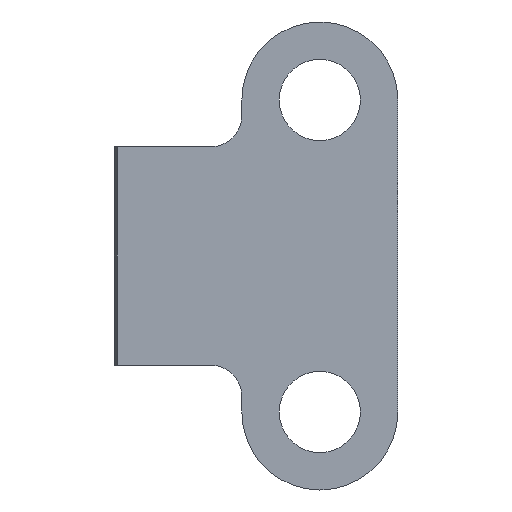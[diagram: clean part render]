
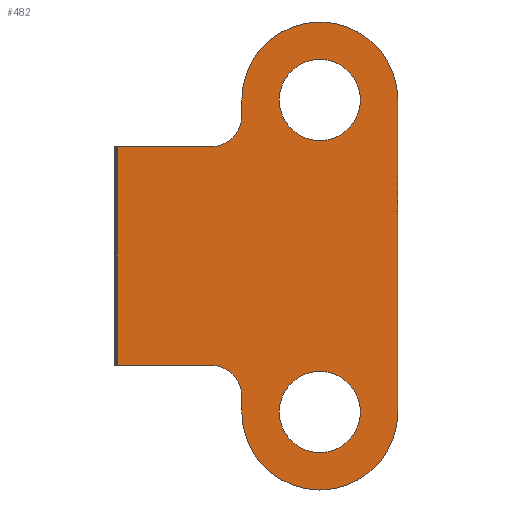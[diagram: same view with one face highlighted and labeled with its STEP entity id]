
A CAD part, left-side view. The second image highlights one B-rep face of the part: STEP entity #482.
In plain terms, the highlighted planar face has unit normal (-1, 0, 0).
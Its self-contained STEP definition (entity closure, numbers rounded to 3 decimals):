
#2=DIRECTION('',(0.,0.,1.));
#3=VECTOR('',#2,10.);
#4=CARTESIAN_POINT('',(0.,0.,-5.));
#5=LINE('',#4,#3);
#22=CARTESIAN_POINT('',(0.,2.5,-5.));
#23=DIRECTION('',(1.,0.,0.));
#24=DIRECTION('',(0.,0.,-1.));
#25=AXIS2_PLACEMENT_3D('',#22,#23,#24);
#27=CARTESIAN_POINT('',(0.,2.5,-5.));
#28=DIRECTION('',(1.,0.,0.));
#29=DIRECTION('',(0.,0.,1.));
#30=AXIS2_PLACEMENT_3D('',#27,#28,#29);
#32=CARTESIAN_POINT('',(0.,2.5,5.));
#33=DIRECTION('',(1.,0.,0.));
#34=DIRECTION('',(0.,0.,-1.));
#35=AXIS2_PLACEMENT_3D('',#32,#33,#34);
#37=CARTESIAN_POINT('',(0.,2.5,5.));
#38=DIRECTION('',(1.,0.,0.));
#39=DIRECTION('',(0.,0.,1.));
#40=AXIS2_PLACEMENT_3D('',#37,#38,#39);
#42=CARTESIAN_POINT('',(0.,2.5,-5.));
#43=DIRECTION('',(-1.,0.,0.));
#44=DIRECTION('',(0.,1.,0.));
#45=AXIS2_PLACEMENT_3D('',#42,#43,#44);
#47=DIRECTION('',(0.,0.,1.));
#48=VECTOR('',#47,0.5);
#49=CARTESIAN_POINT('',(0.,5.,-5.));
#50=LINE('',#49,#48);
#51=DIRECTION('',(0.,-1.,0.));
#52=VECTOR('',#51,3.);
#53=CARTESIAN_POINT('',(0.,9.,-3.5));
#54=LINE('',#53,#52);
#55=DIRECTION('',(0.,0.,-1.));
#56=VECTOR('',#55,7.);
#57=CARTESIAN_POINT('',(0.,9.,3.5));
#58=LINE('',#57,#56);
#59=DIRECTION('',(0.,-1.,0.));
#60=VECTOR('',#59,3.);
#61=CARTESIAN_POINT('',(0.,9.,3.5));
#62=LINE('',#61,#60);
#63=DIRECTION('',(0.,0.,-1.));
#64=VECTOR('',#63,0.5);
#65=CARTESIAN_POINT('',(0.,5.,5.));
#66=LINE('',#65,#64);
#67=CARTESIAN_POINT('',(0.,2.5,5.));
#68=DIRECTION('',(-1.,0.,0.));
#69=DIRECTION('',(0.,-1.,0.));
#70=AXIS2_PLACEMENT_3D('',#67,#68,#69);
#152=CARTESIAN_POINT('',(0.,6.,-4.5));
#153=DIRECTION('',(1.,0.,0.));
#154=DIRECTION('',(0.,0.,1.));
#155=AXIS2_PLACEMENT_3D('',#152,#153,#154);
#272=CARTESIAN_POINT('',(0.,6.,4.5));
#273=DIRECTION('',(1.,0.,0.));
#274=DIRECTION('',(0.,-1.,0.));
#275=AXIS2_PLACEMENT_3D('',#272,#273,#274);
#344=CARTESIAN_POINT('',(0.,9.,-3.5));
#346=VERTEX_POINT('',#344);
#350=CARTESIAN_POINT('',(0.,9.,3.5));
#351=VERTEX_POINT('',#350);
#353=CARTESIAN_POINT('',(0.,5.,-4.5));
#355=VERTEX_POINT('',#353);
#357=CARTESIAN_POINT('',(0.,6.,-3.5));
#359=VERTEX_POINT('',#357);
#361=CARTESIAN_POINT('',(0.,6.,3.5));
#363=VERTEX_POINT('',#361);
#365=CARTESIAN_POINT('',(0.,5.,4.5));
#367=VERTEX_POINT('',#365);
#368=CARTESIAN_POINT('',(0.,2.5,-6.3));
#369=CARTESIAN_POINT('',(0.,2.5,-3.7));
#370=VERTEX_POINT('',#368);
#371=VERTEX_POINT('',#369);
#372=CARTESIAN_POINT('',(0.,2.5,3.7));
#373=CARTESIAN_POINT('',(0.,2.5,6.3));
#374=VERTEX_POINT('',#372);
#375=VERTEX_POINT('',#373);
#396=CARTESIAN_POINT('',(0.,5.,-5.));
#397=VERTEX_POINT('',#396);
#398=CARTESIAN_POINT('',(0.,0.,-5.));
#399=VERTEX_POINT('',#398);
#400=CARTESIAN_POINT('',(0.,0.,5.));
#401=CARTESIAN_POINT('',(0.,5.,5.));
#402=VERTEX_POINT('',#400);
#403=VERTEX_POINT('',#401);
#444=CARTESIAN_POINT('',(0.,9.2,-7.5));
#445=DIRECTION('',(-1.,0.,0.));
#446=DIRECTION('',(0.,-1.,0.));
#447=AXIS2_PLACEMENT_3D('',#444,#445,#446);
#448=PLANE('',#447);
#450=ORIENTED_EDGE('',*,*,#449,.F.);
#452=ORIENTED_EDGE('',*,*,#451,.T.);
#454=ORIENTED_EDGE('',*,*,#453,.F.);
#456=ORIENTED_EDGE('',*,*,#455,.F.);
#458=ORIENTED_EDGE('',*,*,#457,.F.);
#460=ORIENTED_EDGE('',*,*,#459,.T.);
#462=ORIENTED_EDGE('',*,*,#461,.F.);
#464=ORIENTED_EDGE('',*,*,#463,.F.);
#466=ORIENTED_EDGE('',*,*,#465,.F.);
#467=ORIENTED_EDGE('',*,*,#429,.F.);
#468=EDGE_LOOP('',(#450,#452,#454,#456,#458,#460,#462,#464,#466,#467));
#469=FACE_OUTER_BOUND('',#468,.F.);
#471=ORIENTED_EDGE('',*,*,#470,.F.);
#473=ORIENTED_EDGE('',*,*,#472,.F.);
#474=EDGE_LOOP('',(#471,#473));
#475=FACE_BOUND('',#474,.F.);
#477=ORIENTED_EDGE('',*,*,#476,.F.);
#479=ORIENTED_EDGE('',*,*,#478,.F.);
#480=EDGE_LOOP('',(#477,#479));
#481=FACE_BOUND('',#480,.F.);
#482=ADVANCED_FACE('',(#469,#475,#481),#448,.T.);
#26=CIRCLE('',#25,1.3);
#31=CIRCLE('',#30,1.3);
#36=CIRCLE('',#35,1.3);
#41=CIRCLE('',#40,1.3);
#46=CIRCLE('',#45,2.5);
#71=CIRCLE('',#70,2.5);
#156=CIRCLE('',#155,1.);
#276=CIRCLE('',#275,1.);
#429=EDGE_CURVE('',#399,#402,#5,.T.);
#449=EDGE_CURVE('',#397,#399,#46,.T.);
#451=EDGE_CURVE('',#397,#355,#50,.T.);
#453=EDGE_CURVE('',#359,#355,#156,.T.);
#455=EDGE_CURVE('',#346,#359,#54,.T.);
#457=EDGE_CURVE('',#351,#346,#58,.T.);
#459=EDGE_CURVE('',#351,#363,#62,.T.);
#461=EDGE_CURVE('',#367,#363,#276,.T.);
#463=EDGE_CURVE('',#403,#367,#66,.T.);
#465=EDGE_CURVE('',#402,#403,#71,.T.);
#470=EDGE_CURVE('',#374,#375,#36,.T.);
#472=EDGE_CURVE('',#375,#374,#41,.T.);
#476=EDGE_CURVE('',#370,#371,#26,.T.);
#478=EDGE_CURVE('',#371,#370,#31,.T.);
